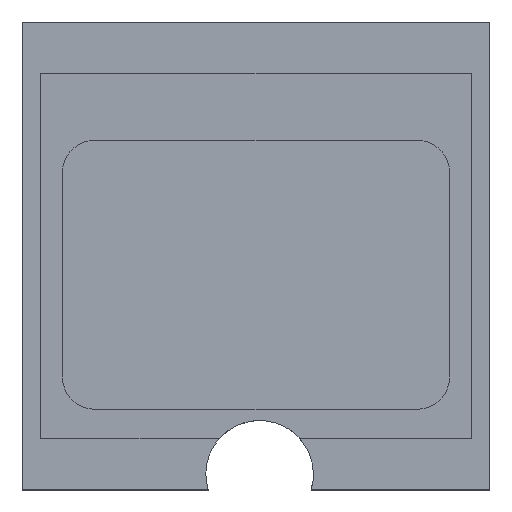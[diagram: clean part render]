
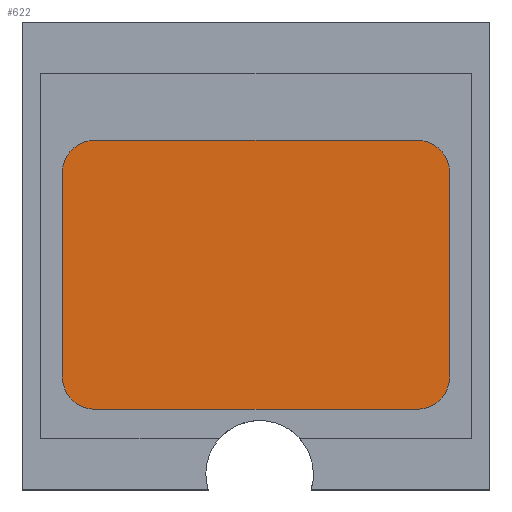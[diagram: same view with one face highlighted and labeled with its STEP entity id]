
A CAD part, top view. The second image highlights one B-rep face of the part: STEP entity #622.
In plain terms, the highlighted planar face has unit normal (0, 0, 1).
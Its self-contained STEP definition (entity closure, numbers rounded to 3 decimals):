
#472=CARTESIAN_POINT('Vertex',(18.,-11.25,4.1)) ;
#475=CARTESIAN_POINT('Axis2P3D Location',(15.,-11.25,4.1)) ;
#479=CARTESIAN_POINT('Vertex',(15.,-14.25,4.1)) ;
#503=CARTESIAN_POINT('Vertex',(-15.,-14.25,4.1)) ;
#506=CARTESIAN_POINT('Axis2P3D Location',(-15.,-11.25,4.1)) ;
#510=CARTESIAN_POINT('Vertex',(-18.,-11.25,4.1)) ;
#534=CARTESIAN_POINT('Vertex',(-18.,7.75,4.1)) ;
#537=CARTESIAN_POINT('Axis2P3D Location',(-15.,7.75,4.1)) ;
#541=CARTESIAN_POINT('Vertex',(-15.,10.75,4.1)) ;
#565=CARTESIAN_POINT('Vertex',(15.,10.75,4.1)) ;
#568=CARTESIAN_POINT('Axis2P3D Location',(15.,7.75,4.1)) ;
#572=CARTESIAN_POINT('Vertex',(18.,7.75,4.1)) ;
#587=CARTESIAN_POINT('Axis2P3D Location',(0.,0.,4.1)) ;
#592=CARTESIAN_POINT('Line Origine',(18.,-1.75,4.1)) ;
#597=CARTESIAN_POINT('Line Origine',(0.,10.75,4.1)) ;
#602=CARTESIAN_POINT('Line Origine',(-18.,-1.75,4.1)) ;
#607=CARTESIAN_POINT('Line Origine',(0.,-14.25,4.1)) ;
#476=DIRECTION('Axis2P3D Direction',(0.,0.,-1.)) ;
#507=DIRECTION('Axis2P3D Direction',(0.,0.,-1.)) ;
#538=DIRECTION('Axis2P3D Direction',(0.,0.,-1.)) ;
#569=DIRECTION('Axis2P3D Direction',(0.,0.,-1.)) ;
#588=DIRECTION('Axis2P3D Direction',(0.,0.,1.)) ;
#589=DIRECTION('Axis2P3D XDirection',(1.,0.,0.)) ;
#593=DIRECTION('Vector Direction',(0.,-1.,0.)) ;
#598=DIRECTION('Vector Direction',(1.,0.,0.)) ;
#603=DIRECTION('Vector Direction',(0.,1.,0.)) ;
#608=DIRECTION('Vector Direction',(-1.,0.,0.)) ;
#477=AXIS2_PLACEMENT_3D('Circle Axis2P3D',#475,#476,$) ;
#508=AXIS2_PLACEMENT_3D('Circle Axis2P3D',#506,#507,$) ;
#539=AXIS2_PLACEMENT_3D('Circle Axis2P3D',#537,#538,$) ;
#570=AXIS2_PLACEMENT_3D('Circle Axis2P3D',#568,#569,$) ;
#590=AXIS2_PLACEMENT_3D('Plane Axis2P3D',#587,#588,#589) ;
#613=ORIENTED_EDGE('',*,*,#596,.T.) ;
#614=ORIENTED_EDGE('',*,*,#574,.T.) ;
#615=ORIENTED_EDGE('',*,*,#601,.T.) ;
#616=ORIENTED_EDGE('',*,*,#543,.T.) ;
#617=ORIENTED_EDGE('',*,*,#606,.T.) ;
#618=ORIENTED_EDGE('',*,*,#512,.T.) ;
#619=ORIENTED_EDGE('',*,*,#611,.T.) ;
#620=ORIENTED_EDGE('',*,*,#481,.T.) ;
#594=VECTOR('Line Direction',#593,1.) ;
#599=VECTOR('Line Direction',#598,1.) ;
#604=VECTOR('Line Direction',#603,1.) ;
#609=VECTOR('Line Direction',#608,1.) ;
#622=ADVANCED_FACE('PartBody',(#621),#591,.T.) ;
#478=CIRCLE('generated circle',#477,3.) ;
#509=CIRCLE('generated circle',#508,3.) ;
#540=CIRCLE('generated circle',#539,3.) ;
#571=CIRCLE('generated circle',#570,3.) ;
#481=EDGE_CURVE('',#480,#473,#478,.F.) ;
#512=EDGE_CURVE('',#511,#504,#509,.F.) ;
#543=EDGE_CURVE('',#542,#535,#540,.F.) ;
#574=EDGE_CURVE('',#573,#566,#571,.F.) ;
#596=EDGE_CURVE('',#473,#573,#595,.F.) ;
#601=EDGE_CURVE('',#566,#542,#600,.F.) ;
#606=EDGE_CURVE('',#535,#511,#605,.F.) ;
#611=EDGE_CURVE('',#504,#480,#610,.F.) ;
#612=EDGE_LOOP('',(#613,#614,#615,#616,#617,#618,#619,#620)) ;
#621=FACE_OUTER_BOUND('',#612,.T.) ;
#595=LINE('Line',#592,#594) ;
#600=LINE('Line',#597,#599) ;
#605=LINE('Line',#602,#604) ;
#610=LINE('Line',#607,#609) ;
#591=PLANE('Plane',#590) ;
#473=VERTEX_POINT('',#472) ;
#480=VERTEX_POINT('',#479) ;
#504=VERTEX_POINT('',#503) ;
#511=VERTEX_POINT('',#510) ;
#535=VERTEX_POINT('',#534) ;
#542=VERTEX_POINT('',#541) ;
#566=VERTEX_POINT('',#565) ;
#573=VERTEX_POINT('',#572) ;
